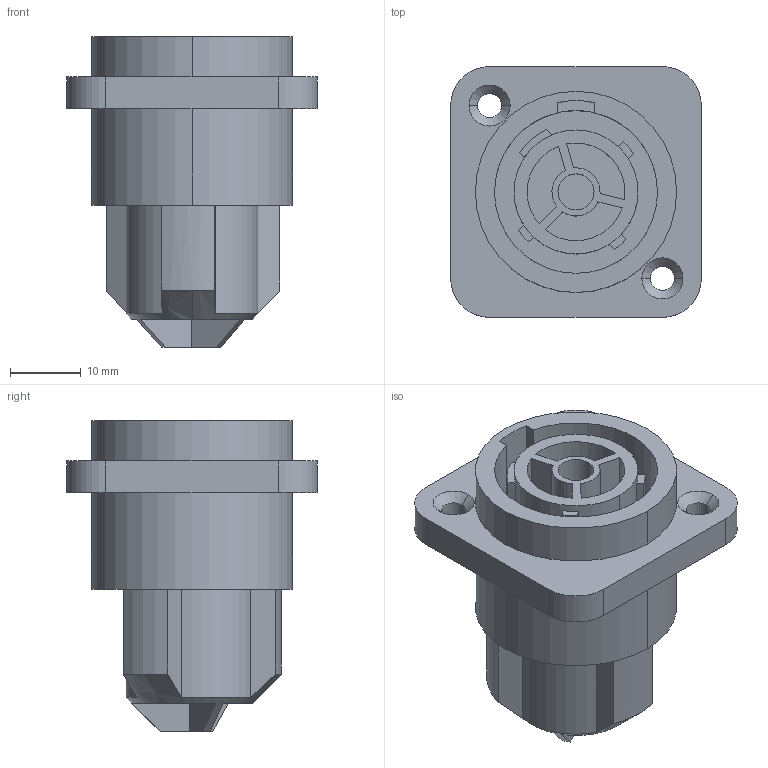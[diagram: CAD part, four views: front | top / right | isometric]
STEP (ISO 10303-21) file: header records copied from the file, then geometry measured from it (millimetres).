
FILE_DESCRIPTION((''),'2;1');
FILE_NAME('D-NAC3FPX-ST','2015-10-02T',('odo'),(''),'PRO/ENGINEER BY PARAMETRIC TECHNOLOGY CORPORATION, 2015240','PRO/ENGINEER BY PARAMETRIC TECHNOLOGY CORPORATION, 2015240','');
FILE_SCHEMA(('AUTOMOTIVE_DESIGN_CC2 { 1 2 10303 214 -1 1 5 2 }'));
Length unit declared in the file: millimetre
Products named in the file (1): D-NAC3FPX-ST
Bounding box: 35.4 x 35.4 x 43.9 mm (x, y, z)
Volume: 17864.8 mm3; surface area: 10234.1 mm2
Topology: 1 solids, 1 shells, 105 faces, 257 edges, 170 vertices
Faces by surface type: plane 58, cylinder 41, cone 6
Entity records: 3382 total; most frequent: CARTESIAN_POINT 582, DIRECTION 561, ORIENTED_EDGE 514, EDGE_CURVE 257, AXIS2_PLACEMENT_3D 211, COLOUR_RGB 209, VERTEX_POINT 170, VECTOR 139
